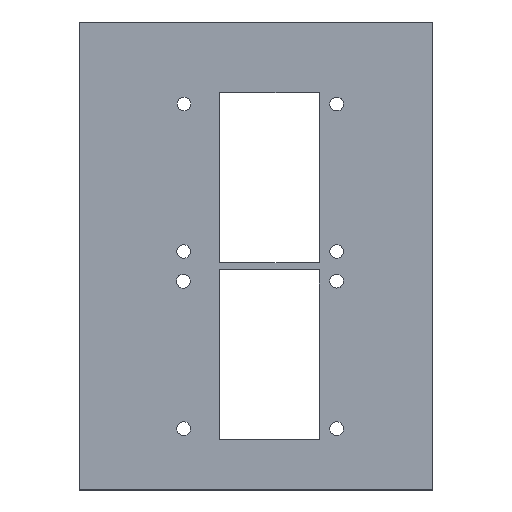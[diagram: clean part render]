
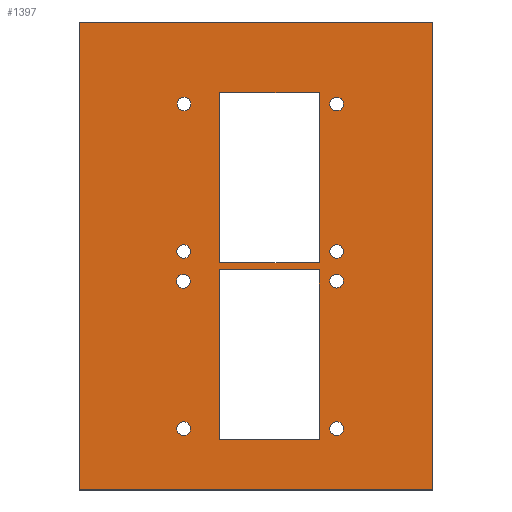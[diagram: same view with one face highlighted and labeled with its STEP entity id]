
A CAD part, top view. The second image highlights one B-rep face of the part: STEP entity #1397.
In plain terms, the highlighted planar face has unit normal (0, 0, 1).
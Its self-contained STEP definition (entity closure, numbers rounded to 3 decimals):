
#27=FACE_BOUND('',#172,.T.);
#28=FACE_BOUND('',#173,.T.);
#29=FACE_BOUND('',#174,.T.);
#30=FACE_BOUND('',#175,.T.);
#31=FACE_BOUND('',#176,.T.);
#32=FACE_BOUND('',#177,.T.);
#33=FACE_BOUND('',#178,.T.);
#34=FACE_BOUND('',#179,.T.);
#35=FACE_BOUND('',#180,.T.);
#36=FACE_BOUND('',#181,.T.);
#50=CIRCLE('',#1469,0.992);
#52=CIRCLE('',#1472,1.002);
#54=CIRCLE('',#1475,0.997);
#56=CIRCLE('',#1478,0.986);
#58=CIRCLE('',#1481,0.991);
#60=CIRCLE('',#1484,1.);
#62=CIRCLE('',#1491,0.995);
#64=CIRCLE('',#1494,1.003);
#93=FACE_OUTER_BOUND('',#171,.T.);
#171=EDGE_LOOP('',(#1003,#1004,#1005,#1006));
#172=EDGE_LOOP('',(#1007));
#173=EDGE_LOOP('',(#1008));
#174=EDGE_LOOP('',(#1009,#1010,#1011,#1012));
#175=EDGE_LOOP('',(#1013));
#176=EDGE_LOOP('',(#1014));
#177=EDGE_LOOP('',(#1015));
#178=EDGE_LOOP('',(#1016));
#179=EDGE_LOOP('',(#1017));
#180=EDGE_LOOP('',(#1018));
#181=EDGE_LOOP('',(#1019,#1020,#1021,#1022));
#251=LINE('',#1927,#427);
#255=LINE('',#1935,#431);
#258=LINE('',#1941,#434);
#261=LINE('',#1946,#437);
#269=LINE('',#1987,#445);
#273=LINE('',#1995,#449);
#276=LINE('',#2001,#452);
#279=LINE('',#2006,#455);
#283=LINE('',#2023,#459);
#287=LINE('',#2031,#463);
#290=LINE('',#2037,#466);
#293=LINE('',#2042,#469);
#427=VECTOR('',#1561,10.);
#431=VECTOR('',#1567,10.);
#434=VECTOR('',#1572,10.);
#437=VECTOR('',#1577,10.);
#445=VECTOR('',#1623,10.);
#449=VECTOR('',#1629,10.);
#452=VECTOR('',#1634,10.);
#455=VECTOR('',#1639,10.);
#459=VECTOR('',#1657,10.);
#463=VECTOR('',#1663,10.);
#466=VECTOR('',#1668,10.);
#469=VECTOR('',#1673,10.);
#603=VERTEX_POINT('',#1925);
#604=VERTEX_POINT('',#1926);
#607=VERTEX_POINT('',#1934);
#609=VERTEX_POINT('',#1940);
#612=VERTEX_POINT('',#1951);
#614=VERTEX_POINT('',#1957);
#616=VERTEX_POINT('',#1963);
#618=VERTEX_POINT('',#1969);
#620=VERTEX_POINT('',#1975);
#622=VERTEX_POINT('',#1981);
#623=VERTEX_POINT('',#1985);
#624=VERTEX_POINT('',#1986);
#627=VERTEX_POINT('',#1994);
#629=VERTEX_POINT('',#2000);
#632=VERTEX_POINT('',#2011);
#634=VERTEX_POINT('',#2017);
#635=VERTEX_POINT('',#2021);
#636=VERTEX_POINT('',#2022);
#639=VERTEX_POINT('',#2030);
#641=VERTEX_POINT('',#2036);
#731=EDGE_CURVE('',#603,#604,#251,.T.);
#735=EDGE_CURVE('',#604,#607,#255,.T.);
#738=EDGE_CURVE('',#607,#609,#258,.T.);
#741=EDGE_CURVE('',#609,#603,#261,.T.);
#745=EDGE_CURVE('',#612,#612,#50,.T.);
#748=EDGE_CURVE('',#614,#614,#52,.T.);
#751=EDGE_CURVE('',#616,#616,#54,.T.);
#754=EDGE_CURVE('',#618,#618,#56,.T.);
#757=EDGE_CURVE('',#620,#620,#58,.T.);
#760=EDGE_CURVE('',#622,#622,#60,.T.);
#761=EDGE_CURVE('',#623,#624,#269,.T.);
#765=EDGE_CURVE('',#624,#627,#273,.T.);
#768=EDGE_CURVE('',#627,#629,#276,.T.);
#771=EDGE_CURVE('',#629,#623,#279,.T.);
#775=EDGE_CURVE('',#632,#632,#62,.T.);
#778=EDGE_CURVE('',#634,#634,#64,.T.);
#779=EDGE_CURVE('',#635,#636,#283,.T.);
#783=EDGE_CURVE('',#639,#635,#287,.T.);
#786=EDGE_CURVE('',#641,#639,#290,.T.);
#789=EDGE_CURVE('',#636,#641,#293,.T.);
#1003=ORIENTED_EDGE('',*,*,#789,.F.);
#1004=ORIENTED_EDGE('',*,*,#779,.F.);
#1005=ORIENTED_EDGE('',*,*,#783,.F.);
#1006=ORIENTED_EDGE('',*,*,#786,.F.);
#1007=ORIENTED_EDGE('',*,*,#778,.T.);
#1008=ORIENTED_EDGE('',*,*,#775,.T.);
#1009=ORIENTED_EDGE('',*,*,#771,.T.);
#1010=ORIENTED_EDGE('',*,*,#761,.T.);
#1011=ORIENTED_EDGE('',*,*,#765,.T.);
#1012=ORIENTED_EDGE('',*,*,#768,.T.);
#1013=ORIENTED_EDGE('',*,*,#760,.T.);
#1014=ORIENTED_EDGE('',*,*,#757,.T.);
#1015=ORIENTED_EDGE('',*,*,#754,.T.);
#1016=ORIENTED_EDGE('',*,*,#751,.T.);
#1017=ORIENTED_EDGE('',*,*,#748,.T.);
#1018=ORIENTED_EDGE('',*,*,#745,.T.);
#1019=ORIENTED_EDGE('',*,*,#741,.T.);
#1020=ORIENTED_EDGE('',*,*,#731,.T.);
#1021=ORIENTED_EDGE('',*,*,#735,.T.);
#1022=ORIENTED_EDGE('',*,*,#738,.T.);
#1319=PLANE('',#1499);
#1397=ADVANCED_FACE('',(#93,#27,#28,#29,#30,#31,#32,#33,#34,#35,#36),#1319,
 .T.);
#1469=AXIS2_PLACEMENT_3D('',#1953,#1584,#1585);
#1472=AXIS2_PLACEMENT_3D('',#1959,#1591,#1592);
#1475=AXIS2_PLACEMENT_3D('',#1965,#1598,#1599);
#1478=AXIS2_PLACEMENT_3D('',#1971,#1605,#1606);
#1481=AXIS2_PLACEMENT_3D('',#1977,#1612,#1613);
#1484=AXIS2_PLACEMENT_3D('',#1983,#1619,#1620);
#1491=AXIS2_PLACEMENT_3D('',#2013,#1646,#1647);
#1494=AXIS2_PLACEMENT_3D('',#2019,#1653,#1654);
#1499=AXIS2_PLACEMENT_3D('',#2044,#1675,#1676);
#1561=DIRECTION('',(0.,-1.,0.));
#1567=DIRECTION('',(-1.,0.,0.));
#1572=DIRECTION('',(0.,1.,0.));
#1577=DIRECTION('',(1.,0.,0.));
#1584=DIRECTION('center_axis',(0.,0.,-1.));
#1585=DIRECTION('ref_axis',(-1.,0.,0.));
#1591=DIRECTION('center_axis',(0.,0.,-1.));
#1592=DIRECTION('ref_axis',(-1.,0.,0.));
#1598=DIRECTION('center_axis',(0.,0.,-1.));
#1599=DIRECTION('ref_axis',(-1.,0.,0.));
#1605=DIRECTION('center_axis',(0.,0.,-1.));
#1606=DIRECTION('ref_axis',(-1.,0.,0.));
#1612=DIRECTION('center_axis',(0.,0.,-1.));
#1613=DIRECTION('ref_axis',(-1.,0.,0.));
#1619=DIRECTION('center_axis',(0.,0.,-1.));
#1620=DIRECTION('ref_axis',(-1.,0.,0.));
#1623=DIRECTION('',(-1.,0.,0.));
#1629=DIRECTION('',(0.,1.,0.));
#1634=DIRECTION('',(1.,0.,0.));
#1639=DIRECTION('',(0.,-1.,0.));
#1646=DIRECTION('center_axis',(0.,0.,-1.));
#1647=DIRECTION('ref_axis',(-1.,0.,0.));
#1653=DIRECTION('center_axis',(0.,0.,-1.));
#1654=DIRECTION('ref_axis',(-1.,0.,0.));
#1657=DIRECTION('',(0.,1.,0.));
#1663=DIRECTION('',(-1.,0.,0.));
#1668=DIRECTION('',(0.,-1.,0.));
#1673=DIRECTION('',(1.,0.,0.));
#1675=DIRECTION('center_axis',(0.,0.,1.));
#1676=DIRECTION('ref_axis',(-1.,0.,0.));
#1925=CARTESIAN_POINT('',(40.106,72.435,35.718));
#1926=CARTESIAN_POINT('',(40.106,47.735,35.718));
#1927=CARTESIAN_POINT('',(40.106,47.735,35.718));
#1934=CARTESIAN_POINT('',(25.606,47.735,35.718));
#1935=CARTESIAN_POINT('',(25.606,47.735,35.718));
#1940=CARTESIAN_POINT('',(25.606,72.435,35.718));
#1941=CARTESIAN_POINT('',(25.606,72.435,35.718));
#1946=CARTESIAN_POINT('',(40.106,72.435,35.718));
#1951=CARTESIAN_POINT('',(21.434,70.79,35.718));
#1953=CARTESIAN_POINT('Origin',(20.442,70.79,35.718));
#1957=CARTESIAN_POINT('',(43.608,23.673,35.718));
#1959=CARTESIAN_POINT('Origin',(42.606,23.673,35.718));
#1963=CARTESIAN_POINT('',(21.398,23.668,35.718));
#1965=CARTESIAN_POINT('Origin',(20.401,23.668,35.718));
#1969=CARTESIAN_POINT('',(21.388,49.392,35.718));
#1971=CARTESIAN_POINT('Origin',(20.402,49.392,35.718));
#1975=CARTESIAN_POINT('',(43.593,45.08,35.718));
#1977=CARTESIAN_POINT('Origin',(42.602,45.08,35.718));
#1981=CARTESIAN_POINT('',(43.609,70.784,35.718));
#1983=CARTESIAN_POINT('Origin',(42.609,70.784,35.718));
#1985=CARTESIAN_POINT('',(40.106,22.046,35.718));
#1986=CARTESIAN_POINT('',(25.574,22.046,35.718));
#1987=CARTESIAN_POINT('',(25.574,22.046,35.718));
#1994=CARTESIAN_POINT('',(25.574,46.713,35.718));
#1995=CARTESIAN_POINT('',(25.574,46.713,35.718));
#2000=CARTESIAN_POINT('',(40.106,46.713,35.718));
#2001=CARTESIAN_POINT('',(40.106,46.713,35.718));
#2006=CARTESIAN_POINT('',(40.106,22.046,35.718));
#2011=CARTESIAN_POINT('',(43.612,49.392,35.718));
#2013=CARTESIAN_POINT('Origin',(42.617,49.392,35.718));
#2017=CARTESIAN_POINT('',(21.363,45.076,35.718));
#2019=CARTESIAN_POINT('Origin',(20.36,45.076,35.718));
#2021=CARTESIAN_POINT('',(5.234,14.779,35.718));
#2022=CARTESIAN_POINT('',(5.234,82.7,35.718));
#2023=CARTESIAN_POINT('',(5.234,14.779,35.718));
#2030=CARTESIAN_POINT('',(56.573,14.779,35.718));
#2031=CARTESIAN_POINT('',(56.573,14.779,35.718));
#2036=CARTESIAN_POINT('',(56.573,82.7,35.718));
#2037=CARTESIAN_POINT('',(56.573,82.7,35.718));
#2042=CARTESIAN_POINT('',(5.234,82.7,35.718));
#2044=CARTESIAN_POINT('Origin',(30.904,48.74,35.718));
